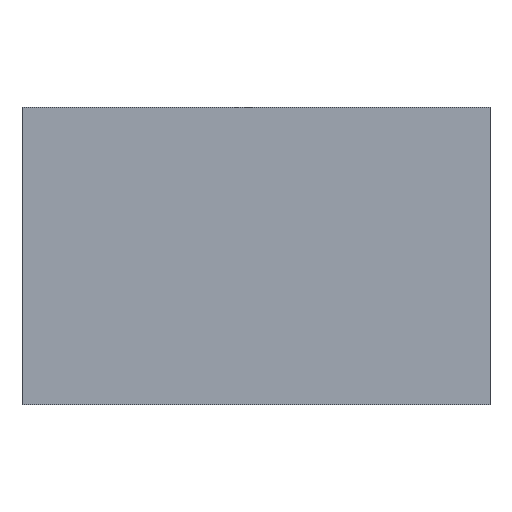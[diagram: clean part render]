
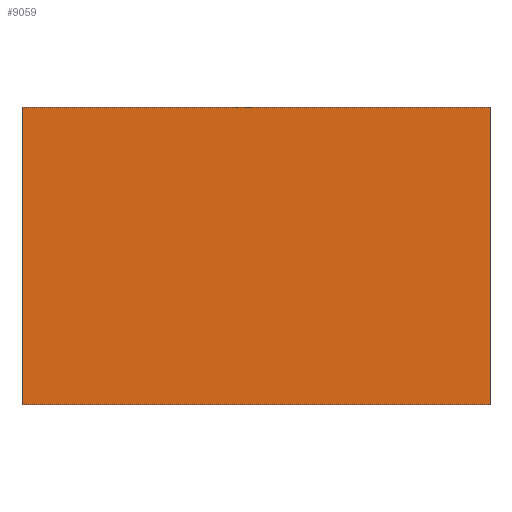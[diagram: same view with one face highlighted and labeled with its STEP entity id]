
A CAD part, left-side view. The second image highlights one B-rep face of the part: STEP entity #9059.
In plain terms, the highlighted planar face has unit normal (-1, 0, 0).
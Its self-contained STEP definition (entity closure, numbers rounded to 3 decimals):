
#1090=FACE_OUTER_BOUND('',#1596,.T.);
#1596=EDGE_LOOP('',(#7894,#7895,#7896,#7897));
#1963=LINE('',#13544,#2839);
#2419=LINE('',#14858,#3295);
#2502=LINE('',#15395,#3378);
#2503=LINE('',#15396,#3379);
#2839=VECTOR('',#10133,10.);
#3295=VECTOR('',#10927,10.);
#3378=VECTOR('',#11524,10.);
#3379=VECTOR('',#11525,10.);
#3706=VERTEX_POINT('',#13537);
#3709=VERTEX_POINT('',#13542);
#4045=VERTEX_POINT('',#14855);
#4046=VERTEX_POINT('',#14857);
#4733=EDGE_CURVE('',#3706,#3709,#1963,.T.);
#5235=EDGE_CURVE('',#4045,#4046,#2419,.T.);
#5484=EDGE_CURVE('',#4045,#3706,#2502,.T.);
#5485=EDGE_CURVE('',#4046,#3709,#2503,.T.);
#7894=ORIENTED_EDGE('',*,*,#5484,.T.);
#7895=ORIENTED_EDGE('',*,*,#4733,.T.);
#7896=ORIENTED_EDGE('',*,*,#5485,.F.);
#7897=ORIENTED_EDGE('',*,*,#5235,.F.);
#8249=PLANE('',#9600);
#9059=ADVANCED_FACE('',(#1090),#8249,.T.);
#9600=AXIS2_PLACEMENT_3D('',#15394,#11522,#11523);
#10133=DIRECTION('',(0.,0.,1.));
#10927=DIRECTION('',(0.,0.,1.));
#11522=DIRECTION('center_axis',(-1.,0.,0.));
#11523=DIRECTION('ref_axis',(0.,-1.,0.));
#11524=DIRECTION('',(0.,-1.,0.));
#11525=DIRECTION('',(0.,-1.,0.));
#13537=CARTESIAN_POINT('',(0.,0.,0.));
#13542=CARTESIAN_POINT('',(0.,0.,88.9));
#13544=CARTESIAN_POINT('',(0.,0.,0.));
#14855=CARTESIAN_POINT('',(0.,139.7,0.));
#14857=CARTESIAN_POINT('',(0.,139.7,88.9));
#14858=CARTESIAN_POINT('',(0.,139.7,0.));
#15394=CARTESIAN_POINT('Origin',(0.,139.7,0.));
#15395=CARTESIAN_POINT('',(0.,139.7,0.));
#15396=CARTESIAN_POINT('',(0.,139.7,88.9));
